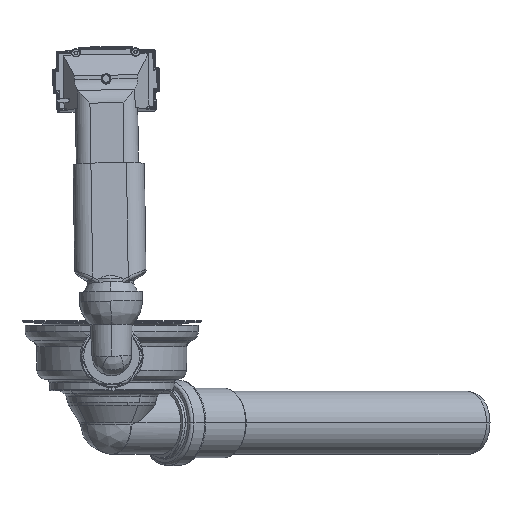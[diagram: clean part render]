
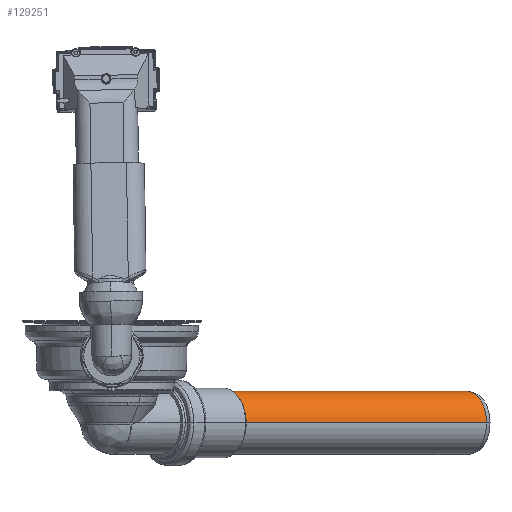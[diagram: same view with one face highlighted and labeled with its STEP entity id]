
A CAD part, left-side view. The second image highlights one B-rep face of the part: STEP entity #129251.
In plain terms, the highlighted cylindrical face has radius 20.15 mm (diameter 40.3 mm), a partial arc.
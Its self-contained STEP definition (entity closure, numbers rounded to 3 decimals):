
#128171=CARTESIAN_POINT(' ',(72.948,-60.64,-64.016));
#128172=VERTEX_POINT(' ',#128171);
#128301=CARTESIAN_POINT(' ',(41.191,-85.451,-64.016));
#128302=VERTEX_POINT(' ',#128301);
#128421=CARTESIAN_POINT(' ',(57.069,-73.045,-43.866));
#128422=VERTEX_POINT(' ',#128421);
#128446=CARTESIAN_POINT(' ',(57.069,-73.045,-64.016));
#128451=DIRECTION(' ',(0.616,-0.788,0.));
#128456=DIRECTION(' ',(0.,0.,1.));
#128461=AXIS2_PLACEMENT_3D(' ',#128446,#128451,#128456);
#128466=CIRCLE('',#128461,20.15);
#128471=EDGE_CURVE(' ',#128422,#128302,#128466,.T.);
#128536=CARTESIAN_POINT(' ',(57.069,-73.045,-64.016));
#128541=DIRECTION(' ',(0.616,-0.788,0.));
#128546=DIRECTION(' ',(0.788,0.616,0.));
#128551=AXIS2_PLACEMENT_3D(' ',#128536,#128541,#128546);
#128556=CIRCLE('',#128551,20.15);
#128561=EDGE_CURVE(' ',#128172,#128422,#128556,.T.);
#128951=CARTESIAN_POINT(' ',(192.265,-213.36,-64.016));
#128956=DIRECTION(' ',(-0.616,0.788,0.));
#128961=VECTOR(' ',#128956,1.);
#128966=LINE('',#128951,#128961);
#128971=CARTESIAN_POINT(' ',(192.265,-213.36,-64.016));
#128972=VERTEX_POINT(' ',#128971);
#128976=EDGE_CURVE(' ',#128972,#128172,#128966,.T.);
#129051=CARTESIAN_POINT(' ',(160.509,-238.171,-64.016));
#129052=VERTEX_POINT(' ',#129051);
#129066=CARTESIAN_POINT(' ',(41.191,-85.451,-64.016));
#129071=DIRECTION(' ',(0.616,-0.788,0.));
#129076=VECTOR(' ',#129071,1.);
#129081=LINE('',#129066,#129076);
#129086=EDGE_CURVE(' ',#128302,#129052,#129081,.T.);
#129121=CARTESIAN_POINT(' ',(117.805,-150.784,-64.016));
#129126=DIRECTION(' ',(0.616,-0.788,0.));
#129131=DIRECTION(' ',(0.788,0.616,0.));
#129136=AXIS2_PLACEMENT_3D(' ',#129121,#129126,#129131);
#129141=CYLINDRICAL_SURFACE(' ',#129136,20.15);
#129146=ORIENTED_EDGE(' ',*,*,#129086,.T.);
#129151=CARTESIAN_POINT(' ',(176.387,-225.765,-64.016));
#129156=DIRECTION(' ',(0.616,-0.788,0.));
#129161=DIRECTION(' ',(0.,0.,1.));
#129166=AXIS2_PLACEMENT_3D(' ',#129151,#129156,#129161);
#129171=CIRCLE('',#129166,20.15);
#129176=CARTESIAN_POINT(' ',(176.387,-225.765,-43.866));
#129177=VERTEX_POINT(' ',#129176);
#129181=EDGE_CURVE(' ',#129177,#129052,#129171,.T.);
#129186=ORIENTED_EDGE(' ',*,*,#129181,.F.);
#129191=CARTESIAN_POINT(' ',(176.387,-225.765,-64.016));
#129196=DIRECTION(' ',(0.616,-0.788,0.));
#129201=DIRECTION(' ',(0.788,0.616,0.));
#129206=AXIS2_PLACEMENT_3D(' ',#129191,#129196,#129201);
#129211=CIRCLE('',#129206,20.15);
#129216=EDGE_CURVE(' ',#128972,#129177,#129211,.T.);
#129221=ORIENTED_EDGE(' ',*,*,#129216,.F.);
#129226=ORIENTED_EDGE(' ',*,*,#128976,.T.);
#129231=ORIENTED_EDGE(' ',*,*,#128561,.T.);
#129236=ORIENTED_EDGE(' ',*,*,#128471,.T.);
#129241=EDGE_LOOP(' ',(#129146,#129186,#129221,#129226,#129231,#129236));
#129246=FACE_OUTER_BOUND(' ',#129241,.T.);
#129251=ADVANCED_FACE('',(#129246),#129141,.T.);
